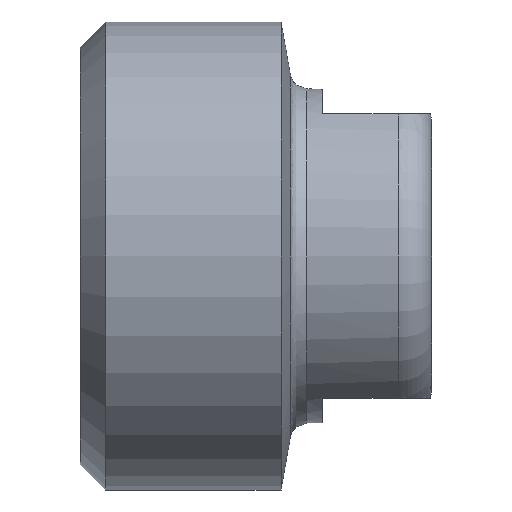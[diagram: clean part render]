
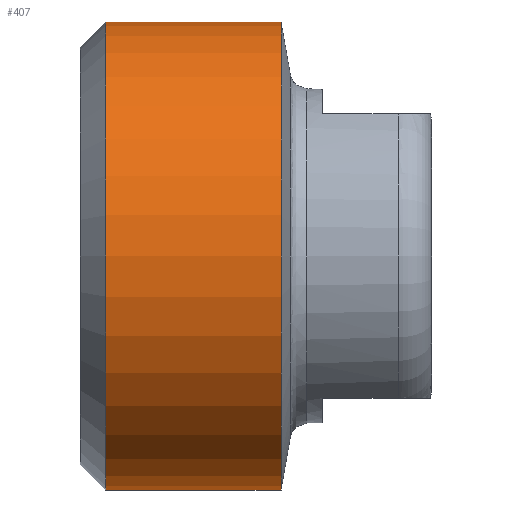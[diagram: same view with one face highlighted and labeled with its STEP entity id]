
A CAD part, front view. The second image highlights one B-rep face of the part: STEP entity #407.
In plain terms, the highlighted cylindrical face has radius 14 mm (diameter 28 mm), a full revolution.
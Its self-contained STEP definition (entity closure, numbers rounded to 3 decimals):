
#356=CARTESIAN_POINT('',(-19.5,14.0,0.));
#357=VERTEX_POINT('',#356);
#358=CARTESIAN_POINT('',(-19.5,0.,0.0));
#359=DIRECTION('',(-1.0,0.0,0.0));
#360=DIRECTION('',(0.0,-1.0,0.0));
#361=AXIS2_PLACEMENT_3D('',#358,#359,#360);
#362=CIRCLE('',#361,14.);
#363=EDGE_CURVE('',#357,#357,#362,.T.);
#388=CARTESIAN_POINT('',(-15.,0.,0.0));
#389=DIRECTION('',(1.0,0.,0.0));
#390=DIRECTION('',(0.0,1.0,0.0));
#391=AXIS2_PLACEMENT_3D('',#388,#389,#390);
#392=CYLINDRICAL_SURFACE('',#391,14.);
#393=CARTESIAN_POINT('',(-9.,14.,0.0));
#394=VERTEX_POINT('',#393);
#395=CARTESIAN_POINT('',(-9.,0.,0.0));
#396=DIRECTION('',(1.0,0.0,0.0));
#397=DIRECTION('',(0.0,1.0,0.0));
#398=AXIS2_PLACEMENT_3D('',#395,#396,#397);
#399=CIRCLE('',#398,14.);
#400=EDGE_CURVE('',#394,#394,#399,.T.);
#401=ORIENTED_EDGE('',*,*,#400,.F.);
#402=EDGE_LOOP('',(#401));
#403=FACE_OUTER_BOUND('',#402,.T.);
#404=ORIENTED_EDGE('',*,*,#363,.F.);
#405=EDGE_LOOP('',(#404));
#406=FACE_BOUND('',#405,.T.);
#407=ADVANCED_FACE('',(#403,#406),#392,.T.);
